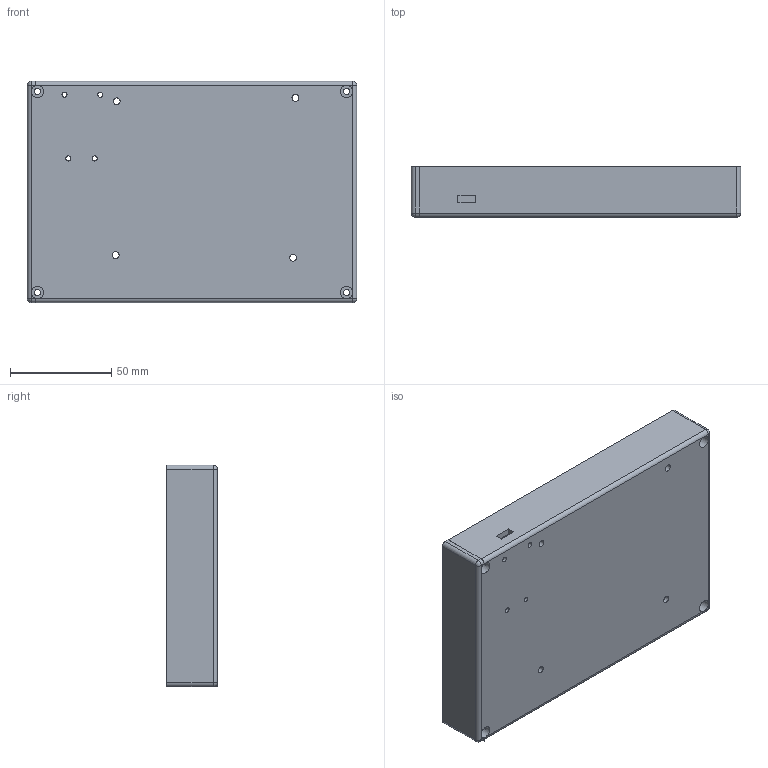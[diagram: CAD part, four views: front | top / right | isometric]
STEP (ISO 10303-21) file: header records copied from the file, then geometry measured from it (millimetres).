
FILE_DESCRIPTION(/* description */ (''),/* implementation_level */ '2;1');
FILE_NAME(/* name */ 'COC.stp',/* time_stamp */ '2025-07-25T13:56:31-05:00',/* author */ ('SaiAn'),/* organization */ (''),/* preprocessor_version */ 'ST-DEVELOPER v20.1',/* originating_system */ 'Autodesk Inventor 2026',/* authorisation */ '');
FILE_SCHEMA (('AUTOMOTIVE_DESIGN { 1 0 10303 214 3 1 1 }'));
Length unit declared in the file: millimetre
Products named in the file (1): COC
Bounding box: 162.63 x 25 x 109.41 mm (x, y, z)
Volume: 181652.8 mm3; surface area: 60563.9 mm2
Topology: 1 solids, 1 shells, 81 faces, 192 edges, 122 vertices
Faces by surface type: plane 41, cylinder 36, sphere 4
Full cylindrical faces by diameter (mm): 2.5 x4, 3 x4, 3.4 x3, 3.401 x1, 4 x4, 5 x4, 6 x4
Entity records: 2504 total; most frequent: DIRECTION 440, CARTESIAN_POINT 400, ORIENTED_EDGE 392, EDGE_CURVE 196, AXIS2_PLACEMENT_3D 162, VERTEX_POINT 122, LINE 116, VECTOR 116
